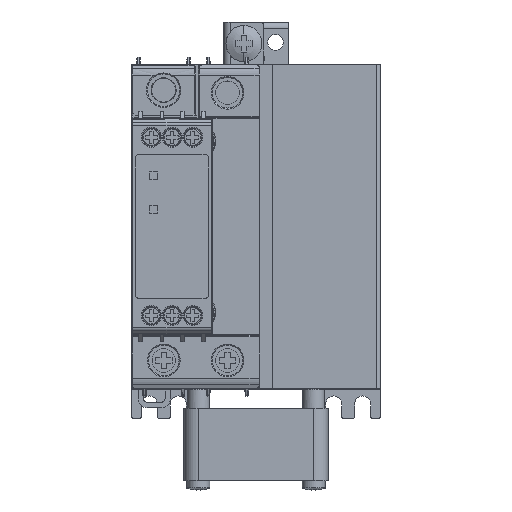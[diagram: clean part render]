
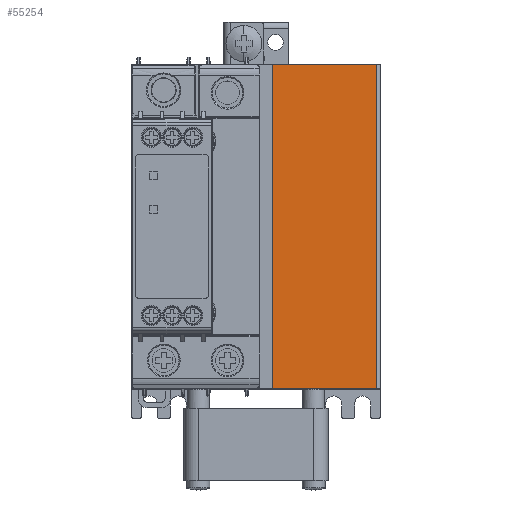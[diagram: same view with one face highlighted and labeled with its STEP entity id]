
A CAD part, top view. The second image highlights one B-rep face of the part: STEP entity #55254.
In plain terms, the highlighted planar face has unit normal (0, 0, 1).
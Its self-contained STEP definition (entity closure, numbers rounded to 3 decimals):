
#15033=CARTESIAN_POINT('',(33.55,-45.,120.));
#15034=VERTEX_POINT('',#15033);
#15042=CARTESIAN_POINT('',(4.55,-45.0,120.));
#15043=VERTEX_POINT('',#15042);
#15044=CARTESIAN_POINT('',(4.55,-45.0,120.));
#15045=DIRECTION('',(1.0,0.0,0.0));
#15046=VECTOR('',#15045,29.);
#15047=LINE('',#15044,#15046);
#15048=EDGE_CURVE('',#15043,#15034,#15047,.T.);
#55205=CARTESIAN_POINT('',(4.55,45.,120.));
#55206=VERTEX_POINT('',#55205);
#55222=CARTESIAN_POINT('',(4.55,45.,120.));
#55223=DIRECTION('',(0.0,-1.0,0.0));
#55224=VECTOR('',#55223,90.0);
#55225=LINE('',#55222,#55224);
#55226=EDGE_CURVE('',#15043,#55206,#55225,.F.);
#55231=CARTESIAN_POINT('',(5.55,45.0,120.));
#55232=DIRECTION('',(0.0,0.0,1.0));
#55233=DIRECTION('',(-1.0,0.0,0.0));
#55234=AXIS2_PLACEMENT_3D('',#55231,#55232,#55233);
#55235=PLANE('',#55234);
#55236=ORIENTED_EDGE('',*,*,#15048,.T.);
#55237=CARTESIAN_POINT('',(33.55,45.0,120.));
#55238=VERTEX_POINT('',#55237);
#55239=CARTESIAN_POINT('',(33.55,45.0,120.));
#55240=DIRECTION('',(0.0,-1.0,0.0));
#55241=VECTOR('',#55240,90.);
#55242=LINE('',#55239,#55241);
#55243=EDGE_CURVE('',#55238,#15034,#55242,.T.);
#55244=ORIENTED_EDGE('',*,*,#55243,.F.);
#55245=CARTESIAN_POINT('',(33.55,45.0,120.));
#55246=DIRECTION('',(-1.0,0.0,0.0));
#55247=VECTOR('',#55246,29.);
#55248=LINE('',#55245,#55247);
#55249=EDGE_CURVE('',#55238,#55206,#55248,.T.);
#55250=ORIENTED_EDGE('',*,*,#55249,.T.);
#55251=ORIENTED_EDGE('',*,*,#55226,.F.);
#55252=EDGE_LOOP('',(#55236,#55244,#55250,#55251));
#55253=FACE_OUTER_BOUND('',#55252,.T.);
#55254=ADVANCED_FACE('',(#55253),#55235,.T.);
